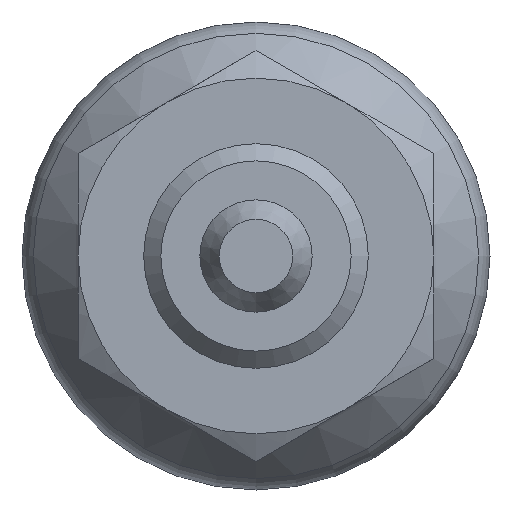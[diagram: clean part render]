
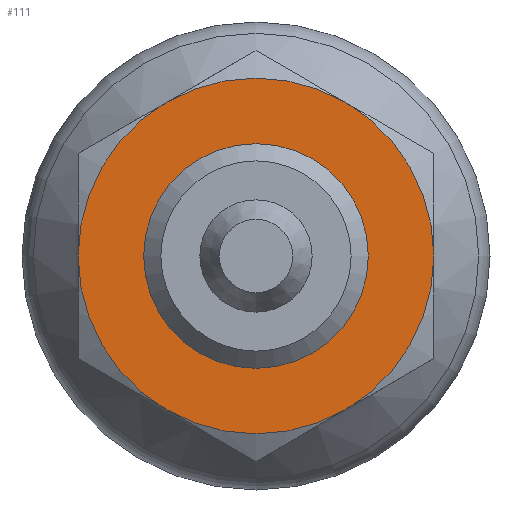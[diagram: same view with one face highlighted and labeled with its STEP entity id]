
A CAD part, front view. The second image highlights one B-rep face of the part: STEP entity #111.
In plain terms, the highlighted planar face has unit normal (0, -1, 0).
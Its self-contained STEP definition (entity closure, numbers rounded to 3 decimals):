
#111 = ADVANCED_FACE( '', ( #250, #251 ), #252, .F. );
#250 = FACE_BOUND( '', #422, .T. );
#251 = FACE_OUTER_BOUND( '', #423, .T. );
#252 = PLANE( '', #424 );
#422 = EDGE_LOOP( '', ( #670 ) );
#423 = EDGE_LOOP( '', ( #671, #672, #673, #674, #675, #676 ) );
#424 = AXIS2_PLACEMENT_3D( '', #677, #678, #679 );
#670 = ORIENTED_EDGE( '', *, *, #945, .F. );
#671 = ORIENTED_EDGE( '', *, *, #967, .T. );
#672 = ORIENTED_EDGE( '', *, *, #976, .T. );
#673 = ORIENTED_EDGE( '', *, *, #925, .T. );
#674 = ORIENTED_EDGE( '', *, *, #977, .T. );
#675 = ORIENTED_EDGE( '', *, *, #958, .T. );
#676 = ORIENTED_EDGE( '', *, *, #942, .T. );
#677 = CARTESIAN_POINT( '', ( 9.5, -21., 0. ) );
#678 = DIRECTION( '', ( 0., 1., 0. ) );
#679 = DIRECTION( '', ( 0., 0., 1. ) );
#925 = EDGE_CURVE( '', #1082, #1079, #1083, .T. );
#942 = EDGE_CURVE( '', #1110, #1107, #1111, .T. );
#945 = EDGE_CURVE( '', #1114, #1114, #1115, .F. );
#958 = EDGE_CURVE( '', #1133, #1110, #1136, .T. );
#967 = EDGE_CURVE( '', #1107, #1144, #1147, .T. );
#976 = EDGE_CURVE( '', #1144, #1082, #1159, .T. );
#977 = EDGE_CURVE( '', #1079, #1133, #1160, .T. );
#1079 = VERTEX_POINT( '', #1311 );
#1082 = VERTEX_POINT( '', #1321 );
#1083 = CIRCLE( '', #1322, 9.5 );
#1107 = VERTEX_POINT( '', #1361 );
#1110 = VERTEX_POINT( '', #1371 );
#1111 = CIRCLE( '', #1372, 9.5 );
#1114 = VERTEX_POINT( '', #1380 );
#1115 = CIRCLE( '', #1381, 6. );
#1133 = VERTEX_POINT( '', #1423 );
#1136 = CIRCLE( '', #1438, 9.5 );
#1144 = VERTEX_POINT( '', #1453 );
#1147 = CIRCLE( '', #1461, 9.5 );
#1159 = CIRCLE( '', #1497, 9.5 );
#1160 = CIRCLE( '', #1498, 9.5 );
#1311 = CARTESIAN_POINT( '', ( -4.75, -21., 8.227 ) );
#1321 = CARTESIAN_POINT( '', ( 4.75, -21., 8.227 ) );
#1322 = AXIS2_PLACEMENT_3D( '', #1685, #1686, #1687 );
#1361 = CARTESIAN_POINT( '', ( 4.75, -21., -8.227 ) );
#1371 = CARTESIAN_POINT( '', ( -4.75, -21., -8.227 ) );
#1372 = AXIS2_PLACEMENT_3D( '', #1705, #1706, #1707 );
#1380 = CARTESIAN_POINT( '', ( 0., -21., 6. ) );
#1381 = AXIS2_PLACEMENT_3D( '', #1708, #1709, #1710 );
#1423 = CARTESIAN_POINT( '', ( -9.5, -21., 0. ) );
#1438 = AXIS2_PLACEMENT_3D( '', #1720, #1721, #1722 );
#1453 = CARTESIAN_POINT( '', ( 9.5, -21., 0. ) );
#1461 = AXIS2_PLACEMENT_3D( '', #1728, #1729, #1730 );
#1497 = AXIS2_PLACEMENT_3D( '', #1733, #1734, #1735 );
#1498 = AXIS2_PLACEMENT_3D( '', #1736, #1737, #1738 );
#1685 = CARTESIAN_POINT( '', ( 0., -21., 0. ) );
#1686 = DIRECTION( '', ( 0., -1., 0. ) );
#1687 = DIRECTION( '', ( 0., 0., -1. ) );
#1705 = CARTESIAN_POINT( '', ( 0., -21., 0. ) );
#1706 = DIRECTION( '', ( 0., -1., 0. ) );
#1707 = DIRECTION( '', ( 0., 0., -1. ) );
#1708 = CARTESIAN_POINT( '', ( 0., -21., 0. ) );
#1709 = DIRECTION( '', ( 0., 1., 0. ) );
#1710 = DIRECTION( '', ( 0., 0., 1. ) );
#1720 = CARTESIAN_POINT( '', ( 0., -21., 0. ) );
#1721 = DIRECTION( '', ( 0., -1., 0. ) );
#1722 = DIRECTION( '', ( 0., 0., -1. ) );
#1728 = CARTESIAN_POINT( '', ( 0., -21., 0. ) );
#1729 = DIRECTION( '', ( 0., -1., 0. ) );
#1730 = DIRECTION( '', ( 0., 0., -1. ) );
#1733 = CARTESIAN_POINT( '', ( 0., -21., 0. ) );
#1734 = DIRECTION( '', ( 0., -1., 0. ) );
#1735 = DIRECTION( '', ( 0., 0., -1. ) );
#1736 = CARTESIAN_POINT( '', ( 0., -21., 0. ) );
#1737 = DIRECTION( '', ( 0., -1., 0. ) );
#1738 = DIRECTION( '', ( 0., 0., -1. ) );
